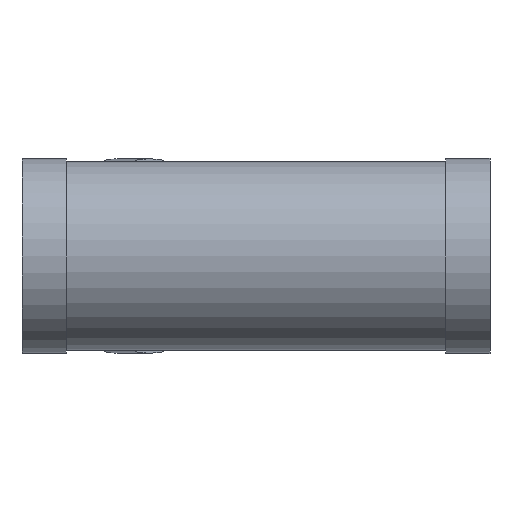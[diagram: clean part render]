
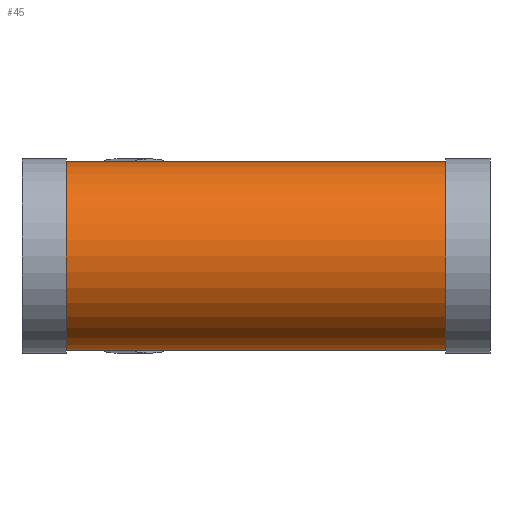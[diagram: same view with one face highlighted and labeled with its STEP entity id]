
A CAD part, front view. The second image highlights one B-rep face of the part: STEP entity #45.
In plain terms, the highlighted cylindrical face has radius 80 mm (diameter 160 mm), a full revolution.
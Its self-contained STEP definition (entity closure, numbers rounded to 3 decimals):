
#45 = ADVANCED_FACE( '', ( #102, #103, #104 ), #105, .T. );
#102 = FACE_OUTER_BOUND( '', #187, .T. );
#103 = FACE_BOUND( '', #188, .T. );
#104 = FACE_OUTER_BOUND( '', #189, .T. );
#105 = CYLINDRICAL_SURFACE( '', #190, 80. );
#187 = EDGE_LOOP( '', ( #268 ) );
#188 = EDGE_LOOP( '', ( #269, #270 ) );
#189 = EDGE_LOOP( '', ( #271 ) );
#190 = AXIS2_PLACEMENT_3D( '', #272, #273, #274 );
#268 = ORIENTED_EDGE( '', *, *, #385, .T. );
#269 = ORIENTED_EDGE( '', *, *, #386, .F. );
#270 = ORIENTED_EDGE( '', *, *, #387, .F. );
#271 = ORIENTED_EDGE( '', *, *, #388, .F. );
#272 = CARTESIAN_POINT( '', ( 198., 0., 0. ) );
#273 = DIRECTION( '', ( -1., 0., 0. ) );
#274 = DIRECTION( '', ( 0., 0., -1. ) );
#385 = EDGE_CURVE( '', #428, #428, #429, .T. );
#386 = EDGE_CURVE( '', #430, #431, #432, .F. );
#387 = EDGE_CURVE( '', #431, #430, #433, .F. );
#388 = EDGE_CURVE( '', #434, #434, #435, .T. );
#428 = VERTEX_POINT( '', #491 );
#429 = CIRCLE( '', #492, 80. );
#430 = VERTEX_POINT( '', #493 );
#431 = VERTEX_POINT( '', #494 );
#432 = ELLIPSE( '', #495, 209.05, 80. );
#433 = ELLIPSE( '', #496, 86.591, 80. );
#434 = VERTEX_POINT( '', #497 );
#435 = CIRCLE( '', #498, 80. );
#491 = CARTESIAN_POINT( '', ( -160.5, 0., -80. ) );
#492 = AXIS2_PLACEMENT_3D( '', #554, #555, #556 );
#493 = CARTESIAN_POINT( '', ( 80., 0., -80. ) );
#494 = CARTESIAN_POINT( '', ( 80., 0., 80. ) );
#495 = AXIS2_PLACEMENT_3D( '', #557, #558, #559 );
#496 = AXIS2_PLACEMENT_3D( '', #560, #561, #562 );
#497 = CARTESIAN_POINT( '', ( 160.5, 0., -80. ) );
#498 = AXIS2_PLACEMENT_3D( '', #563, #564, #565 );
#554 = CARTESIAN_POINT( '', ( -160.5, 0., 0. ) );
#555 = DIRECTION( '', ( 1., 0., 0. ) );
#556 = DIRECTION( '', ( 0., 0., -1. ) );
#557 = CARTESIAN_POINT( '', ( 80., 0., 0. ) );
#558 = DIRECTION( '', ( -0.383, -0.924, 0. ) );
#559 = DIRECTION( '', ( 0.924, -0.383, 0. ) );
#560 = CARTESIAN_POINT( '', ( 80., 0., 0. ) );
#561 = DIRECTION( '', ( 0.924, -0.383, 0. ) );
#562 = DIRECTION( '', ( -0.383, -0.924, 0. ) );
#563 = CARTESIAN_POINT( '', ( 160.5, 0., 0. ) );
#564 = DIRECTION( '', ( 1., 0., 0. ) );
#565 = DIRECTION( '', ( 0., 0., -1. ) );
